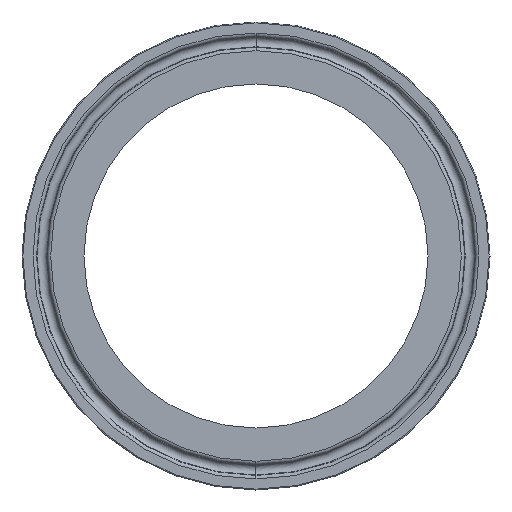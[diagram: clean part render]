
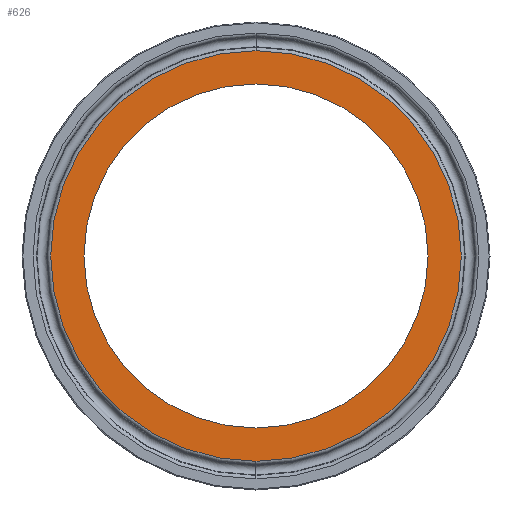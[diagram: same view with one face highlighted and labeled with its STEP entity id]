
A CAD part, left-side view. The second image highlights one B-rep face of the part: STEP entity #626.
In plain terms, the highlighted planar face has unit normal (-1, 0, 0).
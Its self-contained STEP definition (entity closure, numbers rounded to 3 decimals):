
#24 = ORIENTED_EDGE ( 'NONE', *, *, #38, .F. ) ;
#35 = DIRECTION ( 'NONE',  ( 1., 0., 0. ) ) ;
#38 = EDGE_CURVE ( 'NONE', #617, #647, #625, .T. ) ;
#44 = PLANE ( 'NONE',  #553 ) ;
#46 = DIRECTION ( 'NONE',  ( -1., 0., 0. ) ) ;
#59 = EDGE_LOOP ( 'NONE', ( #468, #81 ) ) ;
#81 = ORIENTED_EDGE ( 'NONE', *, *, #708, .T. ) ;
#90 = EDGE_CURVE ( 'NONE', #663, #408, #377, .T. ) ;
#131 = CARTESIAN_POINT ( 'NONE',  ( 0., 0., -46.497 ) ) ;
#161 = CARTESIAN_POINT ( 'NONE',  ( 0., 0., 46.497 ) ) ;
#215 = DIRECTION ( 'NONE',  ( 0., 0., 1. ) ) ;
#230 = DIRECTION ( 'NONE',  ( 0., 0., 1. ) ) ;
#235 = EDGE_CURVE ( 'NONE', #647, #617, #481, .T. ) ;
#240 = CARTESIAN_POINT ( 'NONE',  ( 0., 0., 0. ) ) ;
#270 = DIRECTION ( 'NONE',  ( -1., 0., 0. ) ) ;
#277 = DIRECTION ( 'NONE',  ( 0., 0., -1. ) ) ;
#327 = CARTESIAN_POINT ( 'NONE',  ( 0., 0., 38.96 ) ) ;
#331 = FACE_BOUND ( 'NONE', #756, .T. ) ;
#377 = CIRCLE ( 'NONE', #480, 46.497 ) ;
#408 = VERTEX_POINT ( 'NONE', #131 ) ;
#422 = ORIENTED_EDGE ( 'NONE', *, *, #235, .F. ) ;
#468 = ORIENTED_EDGE ( 'NONE', *, *, #90, .T. ) ;
#471 = DIRECTION ( 'NONE',  ( 0., 0., 1. ) ) ;
#480 = AXIS2_PLACEMENT_3D ( 'NONE', #569, #46, #215 ) ;
#481 = CIRCLE ( 'NONE', #568, 38.96 ) ;
#484 = CARTESIAN_POINT ( 'NONE',  ( 0., 0., -38.96 ) ) ;
#506 = CARTESIAN_POINT ( 'NONE',  ( 0., 46.497, 0. ) ) ;
#508 = FACE_OUTER_BOUND ( 'NONE', #59, .T. ) ;
#518 = CARTESIAN_POINT ( 'NONE',  ( 0., 0., 0. ) ) ;
#553 = AXIS2_PLACEMENT_3D ( 'NONE', #506, #35, #277 ) ;
#568 = AXIS2_PLACEMENT_3D ( 'NONE', #518, #736, #230 ) ;
#569 = CARTESIAN_POINT ( 'NONE',  ( 0., 0., 0. ) ) ;
#612 = AXIS2_PLACEMENT_3D ( 'NONE', #745, #270, #616 ) ;
#616 = DIRECTION ( 'NONE',  ( 0., 0., 1. ) ) ;
#617 = VERTEX_POINT ( 'NONE', #484 ) ;
#624 = CIRCLE ( 'NONE', #649, 46.497 ) ;
#625 = CIRCLE ( 'NONE', #612, 38.96 ) ;
#626 = ADVANCED_FACE ( 'NONE', ( #331, #508 ), #44, .F. ) ;
#647 = VERTEX_POINT ( 'NONE', #327 ) ;
#649 = AXIS2_PLACEMENT_3D ( 'NONE', #240, #695, #471 ) ;
#663 = VERTEX_POINT ( 'NONE', #161 ) ;
#695 = DIRECTION ( 'NONE',  ( -1., 0., 0. ) ) ;
#708 = EDGE_CURVE ( 'NONE', #408, #663, #624, .T. ) ;
#736 = DIRECTION ( 'NONE',  ( -1., 0., 0. ) ) ;
#745 = CARTESIAN_POINT ( 'NONE',  ( 0., 0., 0. ) ) ;
#756 = EDGE_LOOP ( 'NONE', ( #422, #24 ) ) ;
